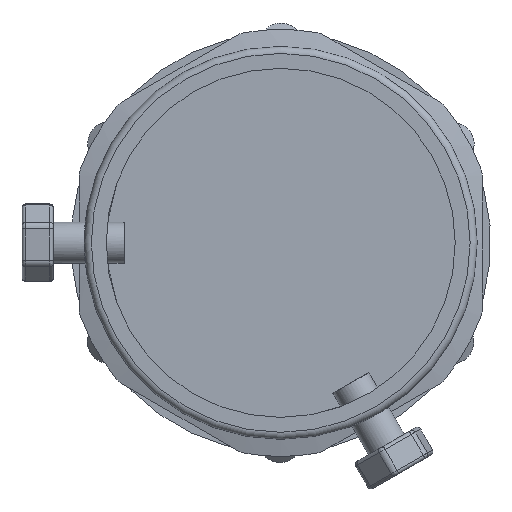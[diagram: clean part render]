
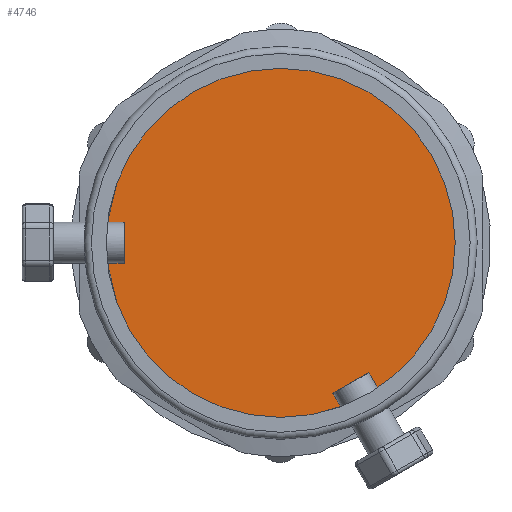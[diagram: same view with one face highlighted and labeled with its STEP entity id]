
A CAD part, front view. The second image highlights one B-rep face of the part: STEP entity #4746.
In plain terms, the highlighted planar face has unit normal (0, -1, 0).
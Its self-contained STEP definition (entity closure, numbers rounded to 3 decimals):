
#1293=FACE_OUTER_BOUND('',#1586,.T.);
#1586=EDGE_LOOP('',(#3282));
#1895=CIRCLE('',#5073,24.55);
#2153=VERTEX_POINT('',#6931);
#2587=EDGE_CURVE('',#2153,#2153,#1895,.T.);
#3282=ORIENTED_EDGE('',*,*,#2587,.T.);
#4671=PLANE('',#5072);
#4746=ADVANCED_FACE('',(#1293),#4671,.F.);
#5072=AXIS2_PLACEMENT_3D('',#6930,#5595,#5596);
#5073=AXIS2_PLACEMENT_3D('',#6932,#5597,#5598);
#5595=DIRECTION('center_axis',(0.,1.,0.));
#5596=DIRECTION('ref_axis',(0.,0.,1.));
#5597=DIRECTION('center_axis',(0.,-1.,0.));
#5598=DIRECTION('ref_axis',(-1.,0.,0.));
#6930=CARTESIAN_POINT('Origin',(0.,16.1,0.));
#6931=CARTESIAN_POINT('',(24.55,16.1,0.));
#6932=CARTESIAN_POINT('Origin',(0.,16.1,0.));
